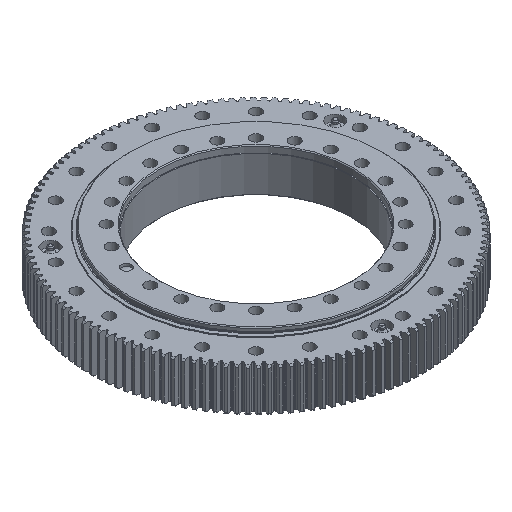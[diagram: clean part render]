
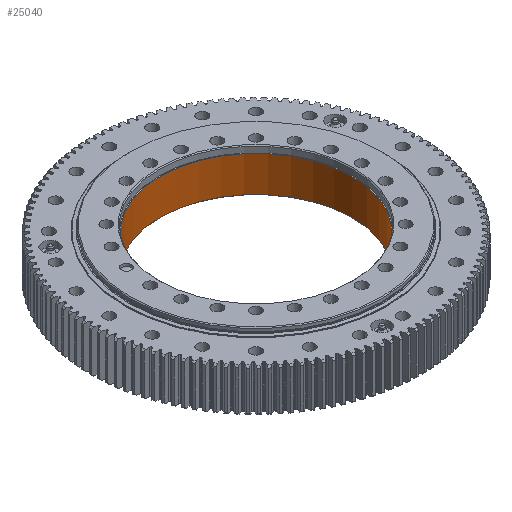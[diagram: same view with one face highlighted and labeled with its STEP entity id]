
A CAD part, isometric view. The second image highlights one B-rep face of the part: STEP entity #25040.
In plain terms, the highlighted cylindrical face has radius 117.5 mm (diameter 235 mm), a full revolution.
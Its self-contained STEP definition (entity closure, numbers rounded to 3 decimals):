
#13=B_SPLINE_CURVE_WITH_KNOTS('',3,(#44051,#44052,#44053,#44054,#44055,
#44056,#44057,#44058,#44059,#44060,#44061,#44062,#44063,#44064,#44065,#44066,
#44067,#44068,#44069,#44070,#44071,#44072,#44073,#44074,#44075,#44076,#44077,
#44078,#44079,#44080,#44081,#44082,#44083,#44084,#44085,#44086,#44087,#44088,
#44089,#44090,#44091,#44092,#44093,#44094,#44095,#44096,#44097,#44098,#44099,
#44100),.UNSPECIFIED.,.T.,.F.,(4,2,2,2,2,2,2,2,2,2,2,2,2,2,2,2,2,2,2,2,
2,2,2,2,4),(0.,0.283,0.566,1.131,1.697,
1.98,2.263,2.546,2.828,3.394,
3.96,4.243,4.526,4.808,5.091,
5.657,6.223,6.505,6.788,7.071,
7.354,7.92,8.485,8.768,9.051),
 .UNSPECIFIED.);
#3708=FACE_BOUND('',#6507,.T.);
#3709=FACE_BOUND('',#6508,.T.);
#5000=FACE_OUTER_BOUND('',#6506,.T.);
#6506=EDGE_LOOP('',(#21747));
#6507=EDGE_LOOP('',(#21748));
#6508=EDGE_LOOP('',(#21749));
#8724=CIRCLE('',#28436,117.5);
#8725=CIRCLE('',#28438,117.5);
#11153=VERTEX_POINT('',#44045);
#11154=VERTEX_POINT('',#44048);
#11155=VERTEX_POINT('',#44050);
#14712=EDGE_CURVE('',#11153,#11153,#8724,.T.);
#14713=EDGE_CURVE('',#11154,#11154,#8725,.T.);
#14714=EDGE_CURVE('',#11155,#11155,#13,.T.);
#21747=ORIENTED_EDGE('',*,*,#14713,.T.);
#21748=ORIENTED_EDGE('',*,*,#14714,.T.);
#21749=ORIENTED_EDGE('',*,*,#14712,.F.);
#22469=CYLINDRICAL_SURFACE('',#28437,117.5);
#25040=ADVANCED_FACE('',(#5000,#3708,#3709),#22469,.F.);
#28436=AXIS2_PLACEMENT_3D('',#44046,#36543,#36544);
#28437=AXIS2_PLACEMENT_3D('',#44047,#36545,#36546);
#28438=AXIS2_PLACEMENT_3D('',#44049,#36547,#36548);
#36543=DIRECTION('center_axis',(0.,0.,
1.));
#36544=DIRECTION('ref_axis',(1.,0.,0.));
#36545=DIRECTION('center_axis',(0.,0.,
1.));
#36546=DIRECTION('ref_axis',(-1.,0.,0.));
#36547=DIRECTION('center_axis',(0.,0.,
1.));
#36548=DIRECTION('ref_axis',(-1.,0.,0.));
#44045=CARTESIAN_POINT('',(-117.5,0.,-21.5));
#44046=CARTESIAN_POINT('Origin',(0.,0.,
-21.5));
#44047=CARTESIAN_POINT('Origin',(0.,0.,
3.75));
#44048=CARTESIAN_POINT('',(-117.5,0.,22.));
#44049=CARTESIAN_POINT('Origin',(0.,0.,
22.));
#44050=CARTESIAN_POINT('',(-116.45,15.674,0.));
#44051=CARTESIAN_POINT('Ctrl Pts',(-116.45,15.674,0.));
#44052=CARTESIAN_POINT('Ctrl Pts',(-116.45,15.674,0.943));
#44053=CARTESIAN_POINT('Ctrl Pts',(-116.438,15.764,1.918));
#44054=CARTESIAN_POINT('Ctrl Pts',(-116.386,16.143,3.856));
#44055=CARTESIAN_POINT('Ctrl Pts',(-116.346,16.433,4.819));
#44056=CARTESIAN_POINT('Ctrl Pts',(-116.18,17.577,7.591));
#44057=CARTESIAN_POINT('Ctrl Pts',(-116.006,18.725,9.276));
#44058=CARTESIAN_POINT('Ctrl Pts',(-115.55,21.358,11.937));
#44059=CARTESIAN_POINT('Ctrl Pts',(-115.238,23.019,13.091));
#44060=CARTESIAN_POINT('Ctrl Pts',(-114.652,25.731,14.24));
#44061=CARTESIAN_POINT('Ctrl Pts',(-114.437,26.672,14.53));
#44062=CARTESIAN_POINT('Ctrl Pts',(-113.981,28.556,14.91));
#44063=CARTESIAN_POINT('Ctrl Pts',(-113.74,29.501,15.));
#44064=CARTESIAN_POINT('Ctrl Pts',(-113.252,31.322,15.));
#44065=CARTESIAN_POINT('Ctrl Pts',(-112.989,32.26,14.91));
#44066=CARTESIAN_POINT('Ctrl Pts',(-112.441,34.12,14.53));
#44067=CARTESIAN_POINT('Ctrl Pts',(-112.157,35.042,14.24));
#44068=CARTESIAN_POINT('Ctrl Pts',(-111.309,37.683,13.091));
#44069=CARTESIAN_POINT('Ctrl Pts',(-110.749,39.278,11.937));
#44070=CARTESIAN_POINT('Ctrl Pts',(-109.827,41.786,9.276));
#44071=CARTESIAN_POINT('Ctrl Pts',(-109.404,42.868,7.591));
#44072=CARTESIAN_POINT('Ctrl Pts',(-108.975,43.942,4.819));
#44073=CARTESIAN_POINT('Ctrl Pts',(-108.865,44.212,3.856));
#44074=CARTESIAN_POINT('Ctrl Pts',(-108.72,44.567,1.918));
#44075=CARTESIAN_POINT('Ctrl Pts',(-108.685,44.651,0.943));
#44076=CARTESIAN_POINT('Ctrl Pts',(-108.685,44.651,-0.943));
#44077=CARTESIAN_POINT('Ctrl Pts',(-108.72,44.567,-1.918));
#44078=CARTESIAN_POINT('Ctrl Pts',(-108.865,44.212,-3.856));
#44079=CARTESIAN_POINT('Ctrl Pts',(-108.975,43.942,-4.819));
#44080=CARTESIAN_POINT('Ctrl Pts',(-109.404,42.868,-7.591));
#44081=CARTESIAN_POINT('Ctrl Pts',(-109.827,41.786,-9.276));
#44082=CARTESIAN_POINT('Ctrl Pts',(-110.749,39.278,-11.937));
#44083=CARTESIAN_POINT('Ctrl Pts',(-111.309,37.683,-13.091));
#44084=CARTESIAN_POINT('Ctrl Pts',(-112.157,35.042,-14.24));
#44085=CARTESIAN_POINT('Ctrl Pts',(-112.441,34.12,-14.53));
#44086=CARTESIAN_POINT('Ctrl Pts',(-112.989,32.26,-14.91));
#44087=CARTESIAN_POINT('Ctrl Pts',(-113.252,31.322,-15.));
#44088=CARTESIAN_POINT('Ctrl Pts',(-113.74,29.501,-15.));
#44089=CARTESIAN_POINT('Ctrl Pts',(-113.981,28.556,-14.91));
#44090=CARTESIAN_POINT('Ctrl Pts',(-114.437,26.672,-14.53));
#44091=CARTESIAN_POINT('Ctrl Pts',(-114.652,25.731,-14.24));
#44092=CARTESIAN_POINT('Ctrl Pts',(-115.238,23.019,-13.091));
#44093=CARTESIAN_POINT('Ctrl Pts',(-115.55,21.358,-11.937));
#44094=CARTESIAN_POINT('Ctrl Pts',(-116.006,18.725,-9.276));
#44095=CARTESIAN_POINT('Ctrl Pts',(-116.18,17.577,-7.591));
#44096=CARTESIAN_POINT('Ctrl Pts',(-116.346,16.433,-4.819));
#44097=CARTESIAN_POINT('Ctrl Pts',(-116.386,16.143,-3.856));
#44098=CARTESIAN_POINT('Ctrl Pts',(-116.438,15.764,-1.918));
#44099=CARTESIAN_POINT('Ctrl Pts',(-116.45,15.674,-0.943));
#44100=CARTESIAN_POINT('Ctrl Pts',(-116.45,15.674,0.));
